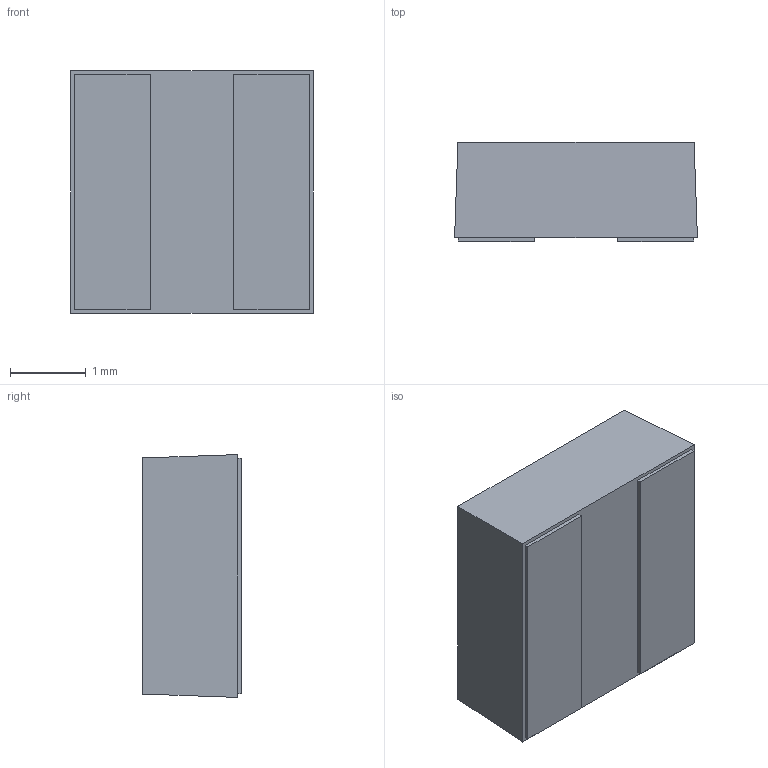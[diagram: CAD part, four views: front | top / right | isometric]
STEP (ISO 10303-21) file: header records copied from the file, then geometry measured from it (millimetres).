
FILE_DESCRIPTION (( 'STEP AP203' ), '1' );
FILE_NAME ('Coilcraft-XFL3012.STEP', '2013-11-26T07:57:55', ( 'Windows User' ), ( '' ), 'SwSTEP 2.0', 'SolidWorks 2014', '' );
FILE_SCHEMA (( 'CONFIG_CONTROL_DESIGN' ));
Length unit declared in the file: millimetre
Products named in the file (1): Coilcraft-XFL3012
Bounding box: 3.2 x 1.3 x 3.2 mm (x, y, z)
Volume: 12.8 mm3; surface area: 36.6 mm2
Topology: 1 solids, 1 shells, 55 faces, 129 edges, 82 vertices
Faces by surface type: plane 37, bspline 18
Entity records: 2108 total; most frequent: CARTESIAN_POINT 897, ORIENTED_EDGE 258, DIRECTION 169, EDGE_CURVE 129, VECTOR 93, LINE 93, VERTEX_POINT 82, EDGE_LOOP 61
